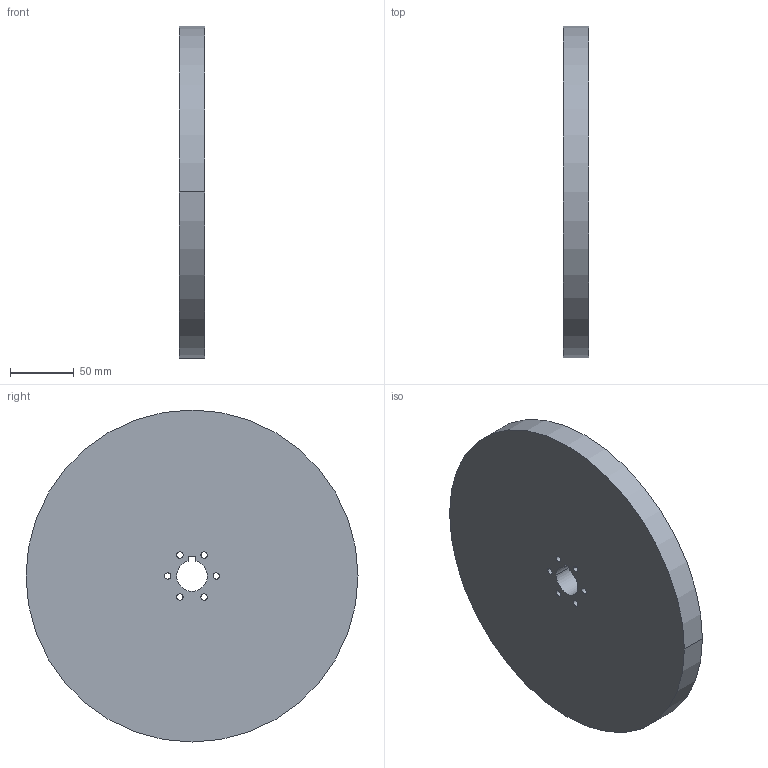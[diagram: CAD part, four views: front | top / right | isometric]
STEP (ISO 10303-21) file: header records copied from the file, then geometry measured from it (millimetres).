
FILE_DESCRIPTION(('CATIA V5 STEP Exchange'),'2;1');
FILE_NAME('masse_inertie.stp','2017-02-26T19:26:51+00:00',('none'),('none'),'CATIA Version 5 Release 20 GA (IN-10)','CATIA V5 STEP AP203','none');
FILE_SCHEMA(('CONFIG_CONTROL_DESIGN'));
Length unit declared in the file: millimetre
Products named in the file (1): masse_inertie
Bounding box: 20 x 260 x 260 mm (x, y, z)
Volume: 1050043.5 mm3; surface area: 124830.7 mm2
Topology: 1 solids, 1 shells, 25 faces, 67 edges, 44 vertices
Faces by surface type: cylinder 17, plane 5, cone 3
Entity records: 796 total; most frequent: CARTESIAN_POINT 138, ORIENTED_EDGE 134, DIRECTION 97, EDGE_CURVE 67, AXIS2_PLACEMENT_3D 54, VERTEX_POINT 44, EDGE_LOOP 39, CIRCLE 37
